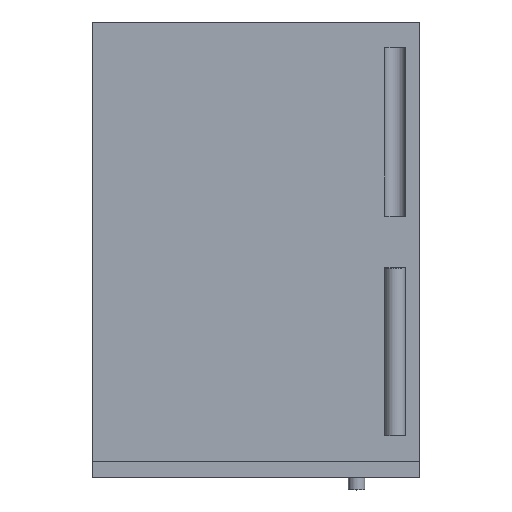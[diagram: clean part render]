
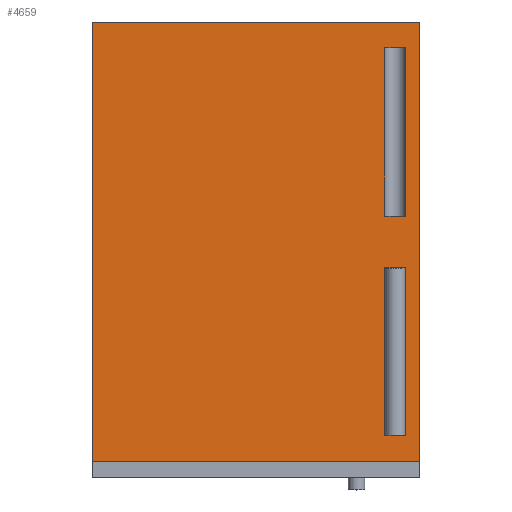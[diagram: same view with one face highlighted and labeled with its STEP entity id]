
A CAD part, top view. The second image highlights one B-rep face of the part: STEP entity #4659.
In plain terms, the highlighted planar face has unit normal (0, 0, 1).
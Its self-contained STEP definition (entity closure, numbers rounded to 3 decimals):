
#83=FACE_BOUND('',#631,.T.);
#84=FACE_BOUND('',#632,.T.);
#123=PLANE('',#5023);
#350=FACE_OUTER_BOUND('',#630,.T.);
#630=EDGE_LOOP('',(#3943,#3944,#3945,#3946));
#631=EDGE_LOOP('',(#3947,#3948,#3949,#3950));
#632=EDGE_LOOP('',(#3951,#3952,#3953,#3954));
#1267=LINE('',#18899,#1549);
#1272=LINE('',#18910,#1554);
#1275=LINE('',#18920,#1557);
#1277=LINE('',#18926,#1559);
#1279=LINE('',#18929,#1561);
#1280=LINE('',#18933,#1562);
#1285=LINE('',#18943,#1567);
#1315=LINE('',#19016,#1597);
#1338=LINE('',#19079,#1620);
#1341=LINE('',#19084,#1623);
#1342=LINE('',#19087,#1624);
#1343=LINE('',#19088,#1625);
#1549=VECTOR('',#5595,10.);
#1554=VECTOR('',#5604,10.);
#1557=VECTOR('',#5613,10.);
#1559=VECTOR('',#5619,10.);
#1561=VECTOR('',#5623,10.);
#1562=VECTOR('',#5626,10.);
#1567=VECTOR('',#5637,10.);
#1597=VECTOR('',#5699,10.);
#1620=VECTOR('',#5764,10.);
#1623=VECTOR('',#5769,10.);
#1624=VECTOR('',#5772,10.);
#1625=VECTOR('',#5773,10.);
#1998=VERTEX_POINT('',#18897);
#1999=VERTEX_POINT('',#18898);
#2003=VERTEX_POINT('',#18908);
#2005=VERTEX_POINT('',#18916);
#2007=VERTEX_POINT('',#18919);
#2009=VERTEX_POINT('',#18925);
#2010=VERTEX_POINT('',#18931);
#2011=VERTEX_POINT('',#18932);
#2058=VERTEX_POINT('',#19075);
#2059=VERTEX_POINT('',#19077);
#2060=VERTEX_POINT('',#19082);
#2061=VERTEX_POINT('',#19086);
#2621=EDGE_CURVE('',#1998,#1999,#1267,.T.);
#2627=EDGE_CURVE('',#1998,#2003,#1272,.T.);
#2631=EDGE_CURVE('',#2005,#2007,#1275,.T.);
#2634=EDGE_CURVE('',#2009,#2003,#1277,.T.);
#2636=EDGE_CURVE('',#1999,#2009,#1279,.T.);
#2637=EDGE_CURVE('',#2010,#2011,#1280,.T.);
#2643=EDGE_CURVE('',#2005,#2010,#1285,.T.);
#2678=EDGE_CURVE('',#2007,#2011,#1315,.T.);
#2710=EDGE_CURVE('',#2059,#2058,#1338,.T.);
#2713=EDGE_CURVE('',#2059,#2060,#1341,.T.);
#2714=EDGE_CURVE('',#2061,#2060,#1342,.T.);
#2715=EDGE_CURVE('',#2058,#2061,#1343,.T.);
#3943=ORIENTED_EDGE('',*,*,#2714,.F.);
#3944=ORIENTED_EDGE('',*,*,#2715,.F.);
#3945=ORIENTED_EDGE('',*,*,#2710,.F.);
#3946=ORIENTED_EDGE('',*,*,#2713,.T.);
#3947=ORIENTED_EDGE('',*,*,#2621,.F.);
#3948=ORIENTED_EDGE('',*,*,#2627,.T.);
#3949=ORIENTED_EDGE('',*,*,#2634,.F.);
#3950=ORIENTED_EDGE('',*,*,#2636,.F.);
#3951=ORIENTED_EDGE('',*,*,#2631,.F.);
#3952=ORIENTED_EDGE('',*,*,#2643,.T.);
#3953=ORIENTED_EDGE('',*,*,#2637,.T.);
#3954=ORIENTED_EDGE('',*,*,#2678,.F.);
#4659=ADVANCED_FACE('',(#350,#83,#84),#123,.T.);
#5023=AXIS2_PLACEMENT_3D('',#19085,#5770,#5771);
#5595=DIRECTION('',(1.,0.,0.));
#5604=DIRECTION('',(0.,1.,0.));
#5613=DIRECTION('',(1.,0.,0.));
#5619=DIRECTION('',(-1.,0.,0.));
#5623=DIRECTION('',(0.,1.,0.));
#5626=DIRECTION('',(1.,0.,0.));
#5637=DIRECTION('',(0.,1.,0.));
#5699=DIRECTION('',(0.,1.,0.));
#5764=DIRECTION('',(-1.,0.,0.));
#5769=DIRECTION('',(0.,1.,0.));
#5770=DIRECTION('center_axis',(0.,0.,1.));
#5771=DIRECTION('ref_axis',(1.,0.,0.));
#5772=DIRECTION('',(1.,0.,0.));
#5773=DIRECTION('',(0.,1.,0.));
#18897=CARTESIAN_POINT('',(143.9,20.574,27.));
#18898=CARTESIAN_POINT('',(154.1,20.574,27.));
#18899=CARTESIAN_POINT('',(143.9,20.574,27.));
#18908=CARTESIAN_POINT('',(143.9,103.374,27.));
#18910=CARTESIAN_POINT('',(143.9,7.874,27.));
#18916=CARTESIAN_POINT('',(143.9,128.774,27.));
#18919=CARTESIAN_POINT('',(154.1,128.774,27.));
#18920=CARTESIAN_POINT('',(143.9,128.774,27.));
#18925=CARTESIAN_POINT('',(154.1,103.374,27.));
#18926=CARTESIAN_POINT('',(154.1,103.374,27.));
#18929=CARTESIAN_POINT('',(154.1,7.874,27.));
#18931=CARTESIAN_POINT('',(143.9,211.574,27.));
#18932=CARTESIAN_POINT('',(154.1,211.574,27.));
#18933=CARTESIAN_POINT('',(143.9,211.574,27.));
#18943=CARTESIAN_POINT('',(143.9,7.874,27.));
#19016=CARTESIAN_POINT('',(154.1,7.874,27.));
#19075=CARTESIAN_POINT('',(0.,7.874,27.));
#19077=CARTESIAN_POINT('',(161.,7.874,27.));
#19079=CARTESIAN_POINT('',(161.,7.874,27.));
#19082=CARTESIAN_POINT('',(161.,224.274,27.));
#19084=CARTESIAN_POINT('',(161.,7.874,27.));
#19085=CARTESIAN_POINT('Origin',(154.1,7.874,27.));
#19086=CARTESIAN_POINT('',(0.,224.274,27.));
#19087=CARTESIAN_POINT('',(161.,224.274,27.));
#19088=CARTESIAN_POINT('',(0.,7.874,27.));
